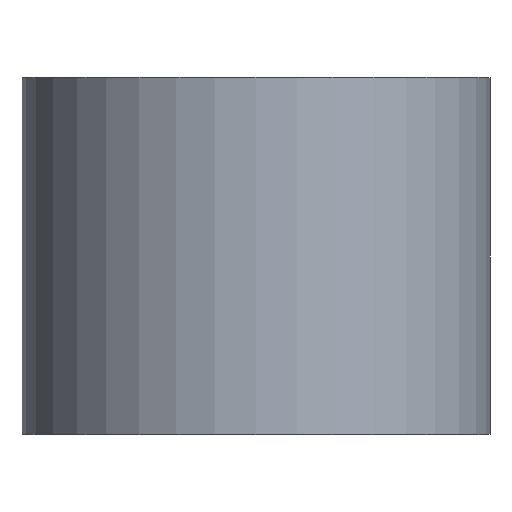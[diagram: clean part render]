
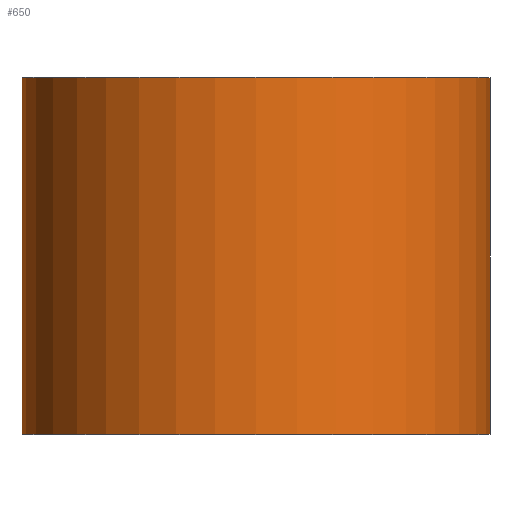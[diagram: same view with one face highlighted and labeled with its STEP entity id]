
A CAD part, front view. The second image highlights one B-rep face of the part: STEP entity #650.
In plain terms, the highlighted cylindrical face has radius 3.988 mm (diameter 7.976 mm), a partial arc.
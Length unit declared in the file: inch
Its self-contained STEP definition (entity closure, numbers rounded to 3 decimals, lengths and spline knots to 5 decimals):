
#10 = CIRCLE ( 'NONE', #94, 0.157 ) ;
#18 = VECTOR ( 'NONE', #489, 39.37008 ) ;
#24 = EDGE_CURVE ( 'NONE', #180, #688, #643, .T. ) ;
#39 = DIRECTION ( 'NONE',  ( 0., 0., 1. ) ) ;
#44 = AXIS2_PLACEMENT_3D ( 'NONE', #376, #555, #676 ) ;
#52 = DIRECTION ( 'NONE',  ( 0., 0., 1. ) ) ;
#55 = DIRECTION ( 'NONE',  ( 0., 0., -1. ) ) ;
#71 = AXIS2_PLACEMENT_3D ( 'NONE', #194, #201, #317 ) ;
#77 = AXIS2_PLACEMENT_3D ( 'NONE', #479, #55, #120 ) ;
#85 = CARTESIAN_POINT ( 'NONE',  ( -0.157, 0., 0.11954 ) ) ;
#88 = CYLINDRICAL_SURFACE ( 'NONE', #44, 0.157 ) ;
#94 = AXIS2_PLACEMENT_3D ( 'NONE', #722, #39, #286 ) ;
#120 = DIRECTION ( 'NONE',  ( 0., -1., 0. ) ) ;
#144 = ORIENTED_EDGE ( 'NONE', *, *, #337, .F. ) ;
#151 = DIRECTION ( 'NONE',  ( 0., 0., -1. ) ) ;
#160 = ORIENTED_EDGE ( 'NONE', *, *, #312, .T. ) ;
#180 = VERTEX_POINT ( 'NONE', #734 ) ;
#190 = VECTOR ( 'NONE', #52, 39.37008 ) ;
#194 = CARTESIAN_POINT ( 'NONE',  ( 0., 0., 0.11954 ) ) ;
#201 = DIRECTION ( 'NONE',  ( 0., 0., 1. ) ) ;
#218 = CARTESIAN_POINT ( 'NONE',  ( 0., 0., -0.11954 ) ) ;
#219 = EDGE_CURVE ( 'NONE', #432, #381, #625, .T. ) ;
#265 = CARTESIAN_POINT ( 'NONE',  ( -0.157, 0., -0.11954 ) ) ;
#283 = LINE ( 'NONE', #781, #190 ) ;
#286 = DIRECTION ( 'NONE',  ( 0., 1., 0. ) ) ;
#289 = EDGE_CURVE ( 'NONE', #688, #687, #759, .T. ) ;
#291 = CARTESIAN_POINT ( 'NONE',  ( -0.157, 0., -0.12 ) ) ;
#312 = EDGE_CURVE ( 'NONE', #560, #381, #283, .T. ) ;
#317 = DIRECTION ( 'NONE',  ( 0., 1., 0. ) ) ;
#334 = AXIS2_PLACEMENT_3D ( 'NONE', #218, #151, #700 ) ;
#337 = EDGE_CURVE ( 'NONE', #687, #432, #10, .T. ) ;
#346 = CIRCLE ( 'NONE', #334, 0.157 ) ;
#376 = CARTESIAN_POINT ( 'NONE',  ( 0., 0., -0.12 ) ) ;
#381 = VERTEX_POINT ( 'NONE', #545 ) ;
#432 = VERTEX_POINT ( 'NONE', #567 ) ;
#451 = ORIENTED_EDGE ( 'NONE', *, *, #219, .F. ) ;
#461 = CARTESIAN_POINT ( 'NONE',  ( 0.157, 0., -0.11954 ) ) ;
#479 = CARTESIAN_POINT ( 'NONE',  ( 0., 0., -0.11954 ) ) ;
#489 = DIRECTION ( 'NONE',  ( 0., 0., 1. ) ) ;
#531 = EDGE_CURVE ( 'NONE', #560, #180, #346, .T. ) ;
#545 = CARTESIAN_POINT ( 'NONE',  ( 0.157, 0., 0.11954 ) ) ;
#555 = DIRECTION ( 'NONE',  ( 0., 0., 1. ) ) ;
#560 = VERTEX_POINT ( 'NONE', #461 ) ;
#567 = CARTESIAN_POINT ( 'NONE',  ( 0., -0.157, 0.11954 ) ) ;
#581 = ORIENTED_EDGE ( 'NONE', *, *, #289, .F. ) ;
#615 = FACE_OUTER_BOUND ( 'NONE', #648, .T. ) ;
#625 = CIRCLE ( 'NONE', #71, 0.157 ) ;
#643 = CIRCLE ( 'NONE', #77, 0.157 ) ;
#648 = EDGE_LOOP ( 'NONE', ( #581, #658, #708, #160, #451, #144 ) ) ;
#650 = ADVANCED_FACE ( 'NONE', ( #615 ), #88, .T. ) ;
#658 = ORIENTED_EDGE ( 'NONE', *, *, #24, .F. ) ;
#676 = DIRECTION ( 'NONE',  ( 1., 0., 0. ) ) ;
#687 = VERTEX_POINT ( 'NONE', #85 ) ;
#688 = VERTEX_POINT ( 'NONE', #265 ) ;
#700 = DIRECTION ( 'NONE',  ( 0., -1., 0. ) ) ;
#708 = ORIENTED_EDGE ( 'NONE', *, *, #531, .F. ) ;
#722 = CARTESIAN_POINT ( 'NONE',  ( 0., 0., 0.11954 ) ) ;
#734 = CARTESIAN_POINT ( 'NONE',  ( 0., -0.157, -0.11954 ) ) ;
#759 = LINE ( 'NONE', #291, #18 ) ;
#781 = CARTESIAN_POINT ( 'NONE',  ( 0.157, 0., -0.12 ) ) ;
